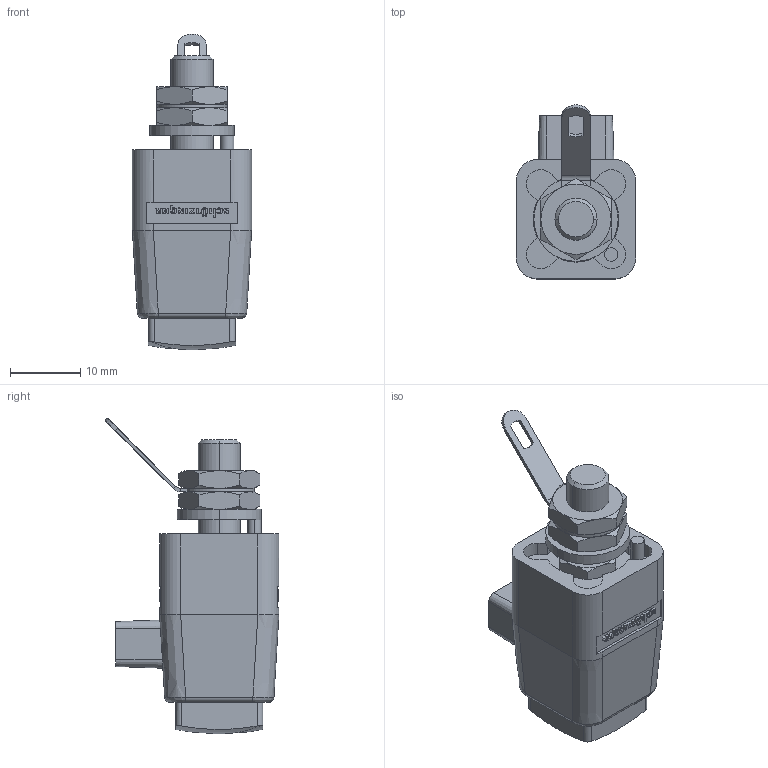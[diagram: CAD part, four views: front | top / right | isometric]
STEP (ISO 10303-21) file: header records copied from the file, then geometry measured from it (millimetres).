
FILE_DESCRIPTION((''),'2;1');
FILE_NAME('1371_SDK801_ASM','2016-12-22T',('tosc'),(''),'PRO/ENGINEER BY PARAMETRIC TECHNOLOGY CORPORATION, 2015110','PRO/ENGINEER BY PARAMETRIC TECHNOLOGY CORPORATION, 2015110','');
FILE_SCHEMA(('CONFIG_CONTROL_DESIGN'));
Products named in the file (1): 1371_SDK801_ASM
Bounding box: 17 x 24.77 x 45 mm (x, y, z)
Surface area: 7566.8 mm2 (no closed solid volume)
Topology: 0 solids, 11 shells, 927 faces, 2462 edges, 1556 vertices
Faces by surface type: plane 472, extrusion 202, cylinder 98, bspline 93, cone 60, sphere 2
Entity records: 49371 total; most frequent: CARTESIAN_POINT 20740, ORIENTED_EDGE 4864, DIRECTION 3505, EDGE_CURVE 2432, VECTOR 1657, VERTEX_POINT 1556, LINE 1455, PRESENTATION_STYLE_ASSIGNMENT 1129
